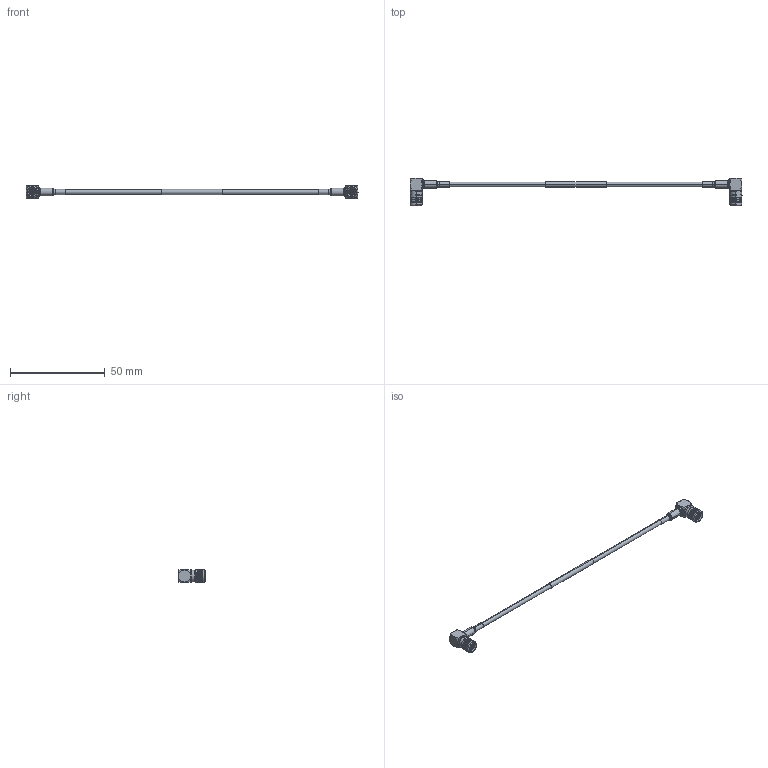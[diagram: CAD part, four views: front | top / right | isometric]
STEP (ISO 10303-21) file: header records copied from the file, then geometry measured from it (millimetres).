
FILE_DESCRIPTION (( 'STEP AP214' ), '1' );
FILE_NAME ('FMC00345-0001_3D.step', '2023-02-06T15:56:34', ( '' ), ( '' ), 'SwSTEP 2.0', 'SolidWorks 2022', '' );
FILE_SCHEMA (( 'AUTOMOTIVE_DESIGN' ));
Length unit declared in the file: inch
Products named in the file (5): Copy (2) of SC8846^FMC00345-0001; FMC00345-0001_3D; Copy of SC8846^FMC00345-0001; Copy of M17_113-RG316^FMC00345-0001; Part1^FMC00345-0001
Assembly tree (4 placements, depth 2):
  FMC00345-0001_3D
    Copy of SC8846^FMC00345-0001
    Copy (2) of SC8846^FMC00345-0001
    Copy of M17_113-RG316^FMC00345-0001
    Part1^FMC00345-0001
Bounding box: 175.4 x 14.35 x 6.5 mm (x, y, z)
Volume: 1655.7 mm3; surface area: 3785.4 mm2
Topology: 5 solids, 5 shells, 456 faces, 1216 edges, 778 vertices
Faces by surface type: plane 172, cylinder 166, cone 86, bspline 28, torus 4
Entity records: 15737 total; most frequent: CARTESIAN_POINT 3409, DIRECTION 2544, ORIENTED_EDGE 2424, EDGE_CURVE 1212, AXIS2_PLACEMENT_3D 1005, VERTEX_POINT 778, CIRCLE 570, LINE 534
